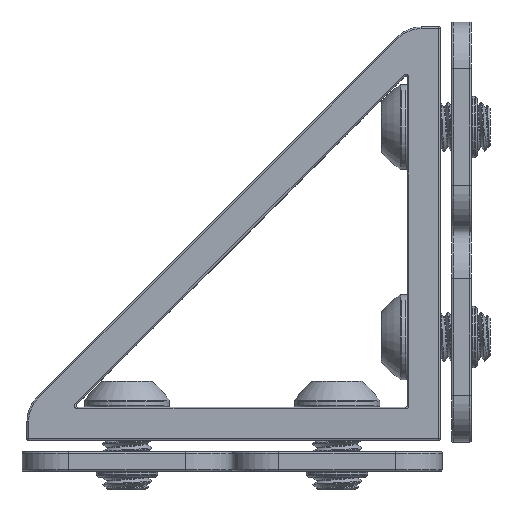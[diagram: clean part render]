
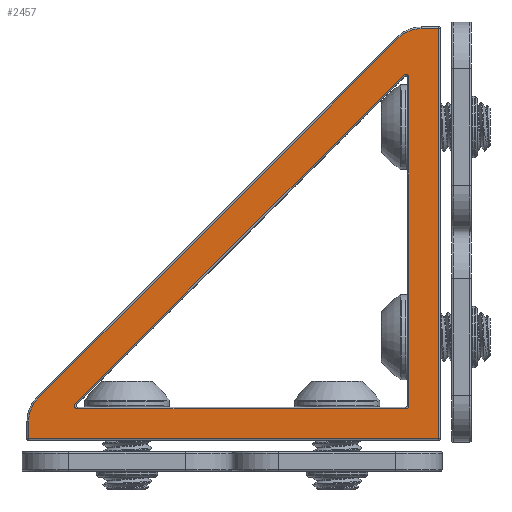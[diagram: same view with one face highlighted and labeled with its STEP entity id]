
A CAD part, left-side view. The second image highlights one B-rep face of the part: STEP entity #2457.
In plain terms, the highlighted planar face has unit normal (-1, 0, 0).
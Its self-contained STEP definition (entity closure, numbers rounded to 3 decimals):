
#9 = ORIENTED_EDGE ( 'NONE', *, *, #9614, .T. ) ;
#59 = LINE ( 'NONE', #7389, #4345 ) ;
#76 = AXIS2_PLACEMENT_3D ( 'NONE', #17725, #4121, #16309 ) ;
#280 = EDGE_CURVE ( 'NONE', #14084, #4119, #59, .T. ) ;
#614 = ORIENTED_EDGE ( 'NONE', *, *, #3079, .T. ) ;
#627 = CARTESIAN_POINT ( 'NONE',  ( -11., 30.36, -9.7 ) ) ;
#941 = CARTESIAN_POINT ( 'NONE',  ( -11., -11.157, 36.3 ) ) ;
#1020 = CARTESIAN_POINT ( 'NONE',  ( -11., -9.3, -9.3 ) ) ;
#1027 = VERTEX_POINT ( 'NONE', #7540 ) ;
#1176 = VECTOR ( 'NONE', #11849, 1000. ) ;
#1335 = CARTESIAN_POINT ( 'NONE',  ( -11., 32.5, -11.157 ) ) ;
#1367 = CIRCLE ( 'NONE', #5455, 0.4 ) ;
#1864 = CARTESIAN_POINT ( 'NONE',  ( -11., 32.641, -11.016 ) ) ;
#2183 = CIRCLE ( 'NONE', #16817, 0.4 ) ;
#2256 = CARTESIAN_POINT ( 'NONE',  ( -11., -11.157, 36.3 ) ) ;
#2457 = ADVANCED_FACE ( 'NONE', ( #8781, #17622 ), #2871, .F. ) ;
#2503 = DIRECTION ( 'NONE',  ( 0., 0., -1. ) ) ;
#2590 = VECTOR ( 'NONE', #5696, 1000. ) ;
#2602 = ORIENTED_EDGE ( 'NONE', *, *, #13551, .T. ) ;
#2660 = EDGE_LOOP ( 'NONE', ( #7098, #12634, #2602, #13167, #9, #614, #5550 ) ) ;
#2871 = PLANE ( 'NONE',  #12717 ) ;
#2903 = CARTESIAN_POINT ( 'NONE',  ( -11., -9.7, -9.3 ) ) ;
#3079 = EDGE_CURVE ( 'NONE', #8225, #14550, #7068, .T. ) ;
#3125 = EDGE_LOOP ( 'NONE', ( #19676, #10508, #16652, #4168, #14529, #3150 ) ) ;
#3133 = DIRECTION ( 'NONE',  ( 1., 0., 0. ) ) ;
#3150 = ORIENTED_EDGE ( 'NONE', *, *, #19639, .F. ) ;
#3207 = CARTESIAN_POINT ( 'NONE',  ( -11., 35.187, -8.47 ) ) ;
#3278 = CARTESIAN_POINT ( 'NONE',  ( -11., 36.3, -13.5 ) ) ;
#3614 = EDGE_CURVE ( 'NONE', #14550, #6712, #14005, .T. ) ;
#3786 = EDGE_CURVE ( 'NONE', #16658, #18369, #1367, .T. ) ;
#3993 = EDGE_CURVE ( 'NONE', #6712, #15241, #13537, .T. ) ;
#4119 = VERTEX_POINT ( 'NONE', #2903 ) ;
#4121 = DIRECTION ( 'NONE',  ( -1., 0., 0. ) ) ;
#4168 = ORIENTED_EDGE ( 'NONE', *, *, #16182, .T. ) ;
#4220 = DIRECTION ( 'NONE',  ( -1., 0., 0. ) ) ;
#4302 = CARTESIAN_POINT ( 'NONE',  ( -11., -13.3, 36.5 ) ) ;
#4345 = VECTOR ( 'NONE', #17968, 1000. ) ;
#4448 = DIRECTION ( 'NONE',  ( 0., 1., 0. ) ) ;
#4585 = CARTESIAN_POINT ( 'NONE',  ( -11., 32.5, -11.157 ) ) ;
#4620 = CARTESIAN_POINT ( 'NONE',  ( -11., 36.3, -11.157 ) ) ;
#4655 = EDGE_CURVE ( 'NONE', #18369, #7574, #5407, .T. ) ;
#4793 = DIRECTION ( 'NONE',  ( 0., 0., -1. ) ) ;
#5407 = LINE ( 'NONE', #1864, #7733 ) ;
#5455 = AXIS2_PLACEMENT_3D ( 'NONE', #13577, #16394, #19450 ) ;
#5550 = ORIENTED_EDGE ( 'NONE', *, *, #3614, .T. ) ;
#5696 = DIRECTION ( 'NONE',  ( 0., 0., 1. ) ) ;
#6380 = EDGE_CURVE ( 'NONE', #9952, #16658, #17501, .T. ) ;
#6496 = CIRCLE ( 'NONE', #12791, 3.8 ) ;
#6712 = VERTEX_POINT ( 'NONE', #2256 ) ;
#6844 = VERTEX_POINT ( 'NONE', #13495 ) ;
#7068 = LINE ( 'NONE', #4302, #2590 ) ;
#7098 = ORIENTED_EDGE ( 'NONE', *, *, #3993, .T. ) ;
#7182 = VECTOR ( 'NONE', #4793, 1000. ) ;
#7389 = CARTESIAN_POINT ( 'NONE',  ( -11., -9.7, -11.157 ) ) ;
#7540 = CARTESIAN_POINT ( 'NONE',  ( -11., 35.187, -8.47 ) ) ;
#7574 = VERTEX_POINT ( 'NONE', #18616 ) ;
#7733 = VECTOR ( 'NONE', #13986, 1000. ) ;
#7747 = DIRECTION ( 'NONE',  ( 0., 0., -1. ) ) ;
#8149 = CARTESIAN_POINT ( 'NONE',  ( -11., -9.3, -9.7 ) ) ;
#8225 = VERTEX_POINT ( 'NONE', #14132 ) ;
#8781 = FACE_OUTER_BOUND ( 'NONE', #2660, .T. ) ;
#8950 = CARTESIAN_POINT ( 'NONE',  ( -11., 32.5, -9.7 ) ) ;
#9614 = EDGE_CURVE ( 'NONE', #6844, #8225, #10685, .T. ) ;
#9952 = VERTEX_POINT ( 'NONE', #8149 ) ;
#10171 = VECTOR ( 'NONE', #19063, 1000. ) ;
#10508 = ORIENTED_EDGE ( 'NONE', *, *, #3786, .T. ) ;
#10583 = CARTESIAN_POINT ( 'NONE',  ( -11., -9.7, 30.36 ) ) ;
#10600 = CIRCLE ( 'NONE', #11960, 0.4 ) ;
#10685 = LINE ( 'NONE', #11454, #1176 ) ;
#10775 = LINE ( 'NONE', #3278, #7182 ) ;
#10788 = VECTOR ( 'NONE', #4448, 1000. ) ;
#11454 = CARTESIAN_POINT ( 'NONE',  ( -11., -13.5, -13.3 ) ) ;
#11849 = DIRECTION ( 'NONE',  ( 0., -1., 0. ) ) ;
#11870 = DIRECTION ( 'NONE',  ( 0., 0., -1. ) ) ;
#11960 = AXIS2_PLACEMENT_3D ( 'NONE', #19223, #17572, #2503 ) ;
#12380 = DIRECTION ( 'NONE',  ( 0., 0.707, -0.707 ) ) ;
#12634 = ORIENTED_EDGE ( 'NONE', *, *, #15856, .T. ) ;
#12717 = AXIS2_PLACEMENT_3D ( 'NONE', #4585, #3133, #7747 ) ;
#12791 = AXIS2_PLACEMENT_3D ( 'NONE', #1335, #4220, #11870 ) ;
#13167 = ORIENTED_EDGE ( 'NONE', *, *, #18683, .T. ) ;
#13495 = CARTESIAN_POINT ( 'NONE',  ( -11., 36.3, -13.3 ) ) ;
#13518 = VECTOR ( 'NONE', #12380, 1000. ) ;
#13537 = CIRCLE ( 'NONE', #76, 3.8 ) ;
#13551 = EDGE_CURVE ( 'NONE', #1027, #13639, #6496, .T. ) ;
#13566 = CARTESIAN_POINT ( 'NONE',  ( -11., 30.643, -9.017 ) ) ;
#13577 = CARTESIAN_POINT ( 'NONE',  ( -11., 30.36, -9.3 ) ) ;
#13639 = VERTEX_POINT ( 'NONE', #4620 ) ;
#13986 = DIRECTION ( 'NONE',  ( 0., -0.707, 0.707 ) ) ;
#14005 = LINE ( 'NONE', #941, #10171 ) ;
#14084 = VERTEX_POINT ( 'NONE', #10583 ) ;
#14132 = CARTESIAN_POINT ( 'NONE',  ( -11., -13.3, -13.3 ) ) ;
#14529 = ORIENTED_EDGE ( 'NONE', *, *, #280, .T. ) ;
#14550 = VERTEX_POINT ( 'NONE', #16534 ) ;
#15241 = VERTEX_POINT ( 'NONE', #15903 ) ;
#15856 = EDGE_CURVE ( 'NONE', #15241, #1027, #17586, .T. ) ;
#15903 = CARTESIAN_POINT ( 'NONE',  ( -11., -8.47, 35.187 ) ) ;
#16182 = EDGE_CURVE ( 'NONE', #7574, #14084, #10600, .T. ) ;
#16273 = DIRECTION ( 'NONE',  ( 0., 0., -1. ) ) ;
#16309 = DIRECTION ( 'NONE',  ( 0., 0., -1. ) ) ;
#16394 = DIRECTION ( 'NONE',  ( 1., 0., 0. ) ) ;
#16534 = CARTESIAN_POINT ( 'NONE',  ( -11., -13.3, 36.3 ) ) ;
#16652 = ORIENTED_EDGE ( 'NONE', *, *, #4655, .T. ) ;
#16658 = VERTEX_POINT ( 'NONE', #627 ) ;
#16817 = AXIS2_PLACEMENT_3D ( 'NONE', #1020, #19262, #16273 ) ;
#17501 = LINE ( 'NONE', #8950, #10788 ) ;
#17572 = DIRECTION ( 'NONE',  ( 1., 0., 0. ) ) ;
#17586 = LINE ( 'NONE', #3207, #13518 ) ;
#17622 = FACE_BOUND ( 'NONE', #3125, .T. ) ;
#17725 = CARTESIAN_POINT ( 'NONE',  ( -11., -11.157, 32.5 ) ) ;
#17968 = DIRECTION ( 'NONE',  ( 0., 0., -1. ) ) ;
#18369 = VERTEX_POINT ( 'NONE', #13566 ) ;
#18616 = CARTESIAN_POINT ( 'NONE',  ( -11., -9.017, 30.643 ) ) ;
#18683 = EDGE_CURVE ( 'NONE', #13639, #6844, #10775, .T. ) ;
#19063 = DIRECTION ( 'NONE',  ( 0., 1., 0. ) ) ;
#19223 = CARTESIAN_POINT ( 'NONE',  ( -11., -9.3, 30.36 ) ) ;
#19262 = DIRECTION ( 'NONE',  ( -1., 0., 0. ) ) ;
#19450 = DIRECTION ( 'NONE',  ( 0., 0., -1. ) ) ;
#19639 = EDGE_CURVE ( 'NONE', #9952, #4119, #2183, .T. ) ;
#19676 = ORIENTED_EDGE ( 'NONE', *, *, #6380, .T. ) ;
